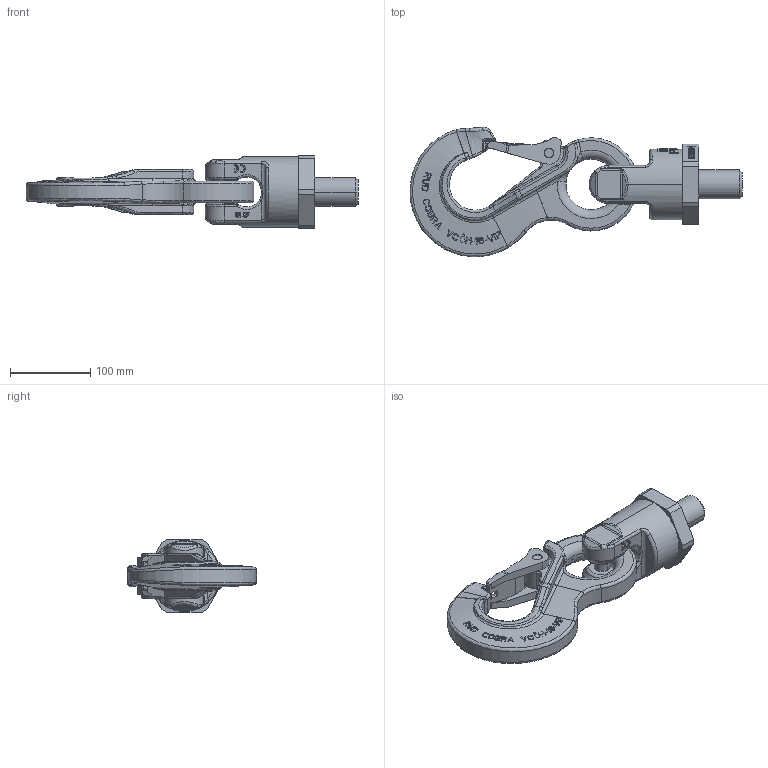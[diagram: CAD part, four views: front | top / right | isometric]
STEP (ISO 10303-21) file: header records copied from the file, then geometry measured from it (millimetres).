
FILE_DESCRIPTION((''),'2;1');
FILE_NAME('001-M31342-P-20_ASM','2019-09-11T',('anja.joas'),(''),'PRO/ENGINEER BY PARAMETRIC TECHNOLOGY CORPORATION, 2011490','PRO/ENGINEER BY PARAMETRIC TECHNOLOGY CORPORATION, 2011490','');
FILE_SCHEMA(('CONFIG_CONTROL_DESIGN'));
Products named in the file (6): 001-M31342-P-20_AF0; 001-M31342-P-40; 001-M31476-P-01; 001-M31477-001; 001-M31476-P-01_ASM; 001-M31342-P-20_ASM
Assembly tree (5 placements, depth 3):
  001-M31342-P-20_ASM
    001-M31342-P-20_AF0
    001-M31342-P-40
    001-M31476-P-01_ASM
      001-M31476-P-01
      001-M31477-001
Bounding box: 412.99 x 160.86 x 90 mm (x, y, z)
Volume: 1329327.3 mm3; surface area: 165251.5 mm2
Topology: 4 solids, 4 shells, 1711 faces, 4638 edges, 2978 vertices
Faces by surface type: plane 1219, bspline 280, cylinder 136, sphere 40, torus 32, cone 4
Entity records: 77693 total; most frequent: CARTESIAN_POINT 38656, ORIENTED_EDGE 9212, DIRECTION 6346, EDGE_CURVE 4606, VERTEX_POINT 2978, VECTOR 2418, LINE 2418, AXIS2_PLACEMENT_3D 1964
